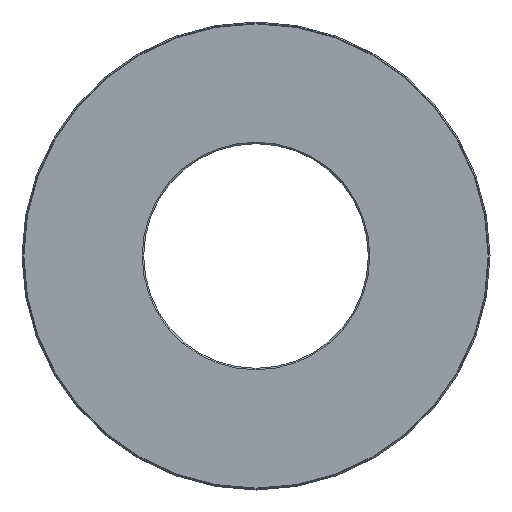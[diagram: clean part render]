
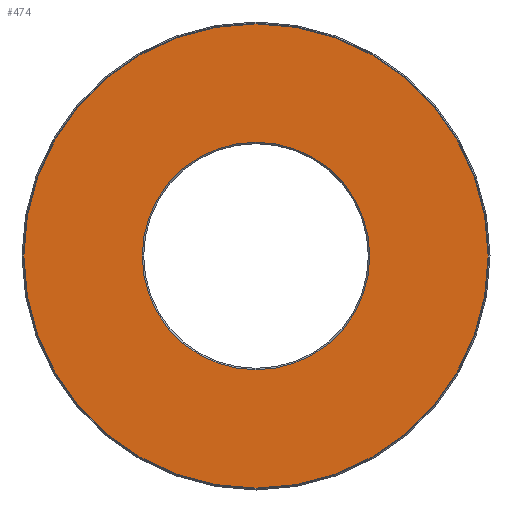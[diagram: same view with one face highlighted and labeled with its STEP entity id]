
A CAD part, front view. The second image highlights one B-rep face of the part: STEP entity #474.
In plain terms, the highlighted planar face has unit normal (0, -1, 0).
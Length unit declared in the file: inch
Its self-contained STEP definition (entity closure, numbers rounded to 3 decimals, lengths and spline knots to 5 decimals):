
#31 = CIRCLE ( 'NONE', #390, 1.52 ) ;
#33 = DIRECTION ( 'NONE',  ( 0., 1., 0. ) ) ;
#38 = DIRECTION ( 'NONE',  ( 0., 0., 1. ) ) ;
#84 = DIRECTION ( 'NONE',  ( 0., 1., 0. ) ) ;
#117 = CIRCLE ( 'NONE', #459, 3.1 ) ;
#149 = VERTEX_POINT ( 'NONE', #316 ) ;
#151 = EDGE_LOOP ( 'NONE', ( #349 ) ) ;
#163 = DIRECTION ( 'NONE',  ( 0., 0., 1. ) ) ;
#228 = FACE_OUTER_BOUND ( 'NONE', #151, .T. ) ;
#235 = ORIENTED_EDGE ( 'NONE', *, *, #363, .T. ) ;
#260 = FACE_BOUND ( 'NONE', #329, .T. ) ;
#264 = PLANE ( 'NONE',  #573 ) ;
#302 = CARTESIAN_POINT ( 'NONE',  ( 0., 0., 0. ) ) ;
#307 = CARTESIAN_POINT ( 'NONE',  ( 0., 0., 0. ) ) ;
#316 = CARTESIAN_POINT ( 'NONE',  ( 0., 0., 1.52 ) ) ;
#329 = EDGE_LOOP ( 'NONE', ( #235 ) ) ;
#349 = ORIENTED_EDGE ( 'NONE', *, *, #432, .F. ) ;
#350 = DIRECTION ( 'NONE',  ( 0., 0., 1. ) ) ;
#363 = EDGE_CURVE ( 'NONE', #149, #149, #31, .T. ) ;
#390 = AXIS2_PLACEMENT_3D ( 'NONE', #302, #33, #350 ) ;
#432 = EDGE_CURVE ( 'NONE', #605, #605, #117, .T. ) ;
#459 = AXIS2_PLACEMENT_3D ( 'NONE', #307, #601, #38 ) ;
#462 = CARTESIAN_POINT ( 'NONE',  ( 0., 0., 3.1 ) ) ;
#474 = ADVANCED_FACE ( 'NONE', ( #228, #260 ), #264, .F. ) ;
#502 = CARTESIAN_POINT ( 'NONE',  ( 0., 0., 0. ) ) ;
#573 = AXIS2_PLACEMENT_3D ( 'NONE', #502, #84, #163 ) ;
#601 = DIRECTION ( 'NONE',  ( 0., 1., 0. ) ) ;
#605 = VERTEX_POINT ( 'NONE', #462 ) ;
